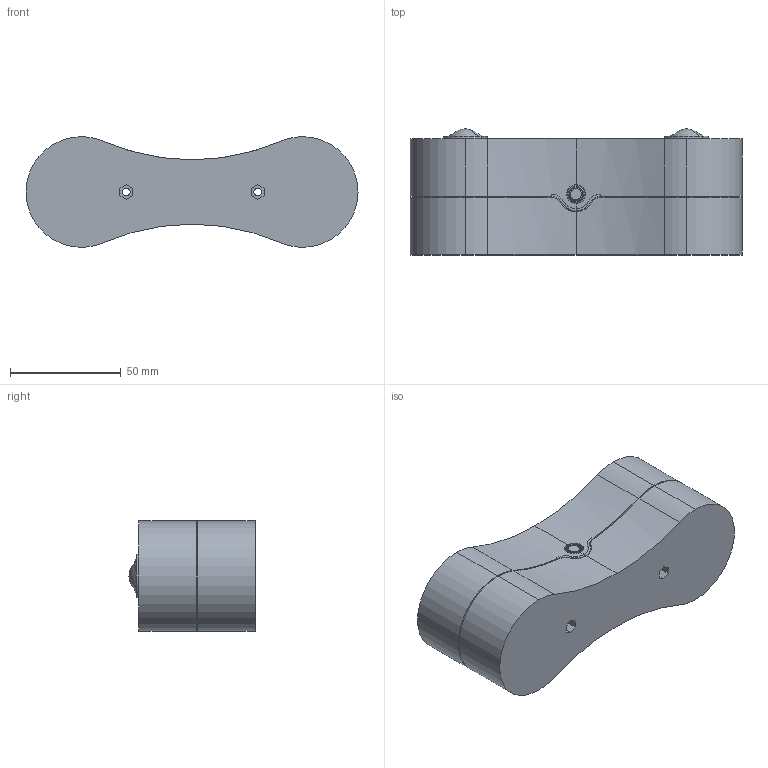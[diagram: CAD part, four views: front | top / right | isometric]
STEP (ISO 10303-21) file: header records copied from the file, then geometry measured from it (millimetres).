
FILE_DESCRIPTION (( 'STEP AP214' ), '1' );
FILE_NAME ('response_box.step', '2019-12-23T04:58:42', ( '' ), ( '' ), '', '', '' );
FILE_SCHEMA (( 'AUTOMOTIVE_DESIGN' ));
Length unit declared in the file: millimetre
Products named in the file (7): button_nut; response_box; jack; jack_nut; bottom; button; top
Assembly tree (8 placements, depth 2):
  response_box
    button  x2
    top
    jack
    jack_nut
    button_nut  x2
    bottom
Bounding box: 150 x 57 x 50 mm (x, y, z)
Volume: 93993.9 mm3; surface area: 71116.8 mm2
Topology: 8 solids, 8 shells, 331 faces, 888 edges, 582 vertices
Faces by surface type: cylinder 196, plane 100, bspline 27, torus 4, cone 4
Entity records: 12326 total; most frequent: CARTESIAN_POINT 4083, DIRECTION 1713, ORIENTED_EDGE 1680, EDGE_CURVE 840, AXIS2_PLACEMENT_3D 676, VERTEX_POINT 553, CIRCLE 380, LINE 361
